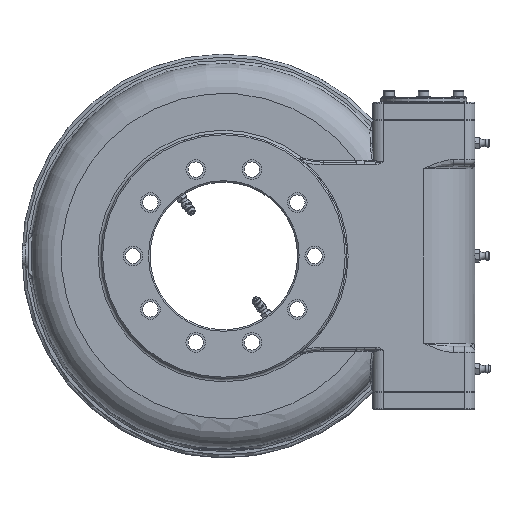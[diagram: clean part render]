
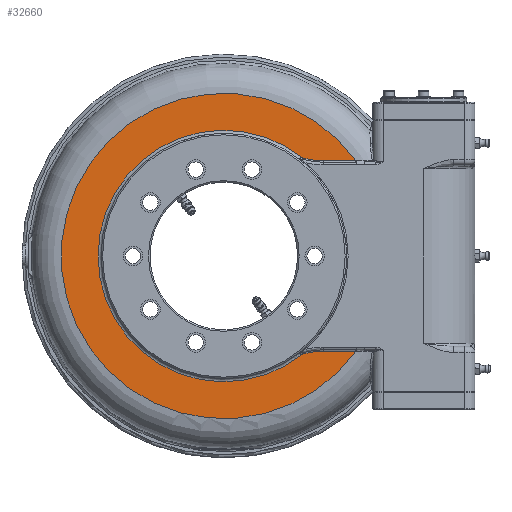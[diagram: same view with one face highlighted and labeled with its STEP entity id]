
A CAD part, left-side view. The second image highlights one B-rep face of the part: STEP entity #32660.
In plain terms, the highlighted planar face has unit normal (-1, 0, 0).
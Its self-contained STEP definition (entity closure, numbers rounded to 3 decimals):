
#1201 = DIRECTION ( 'NONE',  ( -1., 0., 0. ) ) ;
#1427 = DIRECTION ( 'NONE',  ( 1., 0., 0. ) ) ;
#3407 = VERTEX_POINT ( 'NONE', #8692 ) ;
#3577 = EDGE_CURVE ( 'NONE', #23518, #32942, #22610, .T. ) ;
#4173 = AXIS2_PLACEMENT_3D ( 'NONE', #5959, #23989, #8565 ) ;
#4382 = EDGE_LOOP ( 'NONE', ( #22308, #13713, #21697, #30007, #10993, #22283 ) ) ;
#4801 = CARTESIAN_POINT ( 'NONE',  ( -32.5, -87.605, -63.162 ) ) ;
#5636 = VERTEX_POINT ( 'NONE', #12462 ) ;
#5689 = AXIS2_PLACEMENT_3D ( 'NONE', #6576, #24572, #9187 ) ;
#5959 = CARTESIAN_POINT ( 'NONE',  ( -32.5, -66.136, -112.5 ) ) ;
#6289 = CIRCLE ( 'NONE', #4173, 49.338 ) ;
#6576 = CARTESIAN_POINT ( 'NONE',  ( -32.5, 0., 0. ) ) ;
#6907 = VERTEX_POINT ( 'NONE', #11053 ) ;
#7964 = DIRECTION ( 'NONE',  ( -1., 0., 0. ) ) ;
#8565 = DIRECTION ( 'NONE',  ( 0., 0., -1. ) ) ;
#8692 = CARTESIAN_POINT ( 'NONE',  ( -32.5, -52.203, -65.17 ) ) ;
#8919 = VECTOR ( 'NONE', #24654, 1000. ) ;
#9187 = DIRECTION ( 'NONE',  ( 0., 0., -1. ) ) ;
#10993 = ORIENTED_EDGE ( 'NONE', *, *, #26355, .T. ) ;
#11053 = CARTESIAN_POINT ( 'NONE',  ( -32.5, -66.136, 63.162 ) ) ;
#11400 = CIRCLE ( 'NONE', #14536, 49.338 ) ;
#12462 = CARTESIAN_POINT ( 'NONE',  ( -32.5, -52.203, 65.17 ) ) ;
#12506 = DIRECTION ( 'NONE',  ( 0., -1., 0. ) ) ;
#13713 = ORIENTED_EDGE ( 'NONE', *, *, #3577, .T. ) ;
#13815 = VERTEX_POINT ( 'NONE', #18817 ) ;
#14536 = AXIS2_PLACEMENT_3D ( 'NONE', #16618, #1201, #19227 ) ;
#15399 = EDGE_CURVE ( 'NONE', #13815, #23518, #31323, .T. ) ;
#16600 = LINE ( 'NONE', #27950, #22666 ) ;
#16618 = CARTESIAN_POINT ( 'NONE',  ( -32.5, -66.136, 112.5 ) ) ;
#16852 = CARTESIAN_POINT ( 'NONE',  ( -32.5, 81.5, 0. ) ) ;
#18817 = CARTESIAN_POINT ( 'NONE',  ( -32.5, -87.605, 63.162 ) ) ;
#19227 = DIRECTION ( 'NONE',  ( 0., 0., -1. ) ) ;
#19454 = DIRECTION ( 'NONE',  ( 0., 0., -1. ) ) ;
#19537 = AXIS2_PLACEMENT_3D ( 'NONE', #16852, #1427, #19454 ) ;
#21470 = EDGE_CURVE ( 'NONE', #6907, #13815, #16600, .T. ) ;
#21697 = ORIENTED_EDGE ( 'NONE', *, *, #32147, .T. ) ;
#22085 = CARTESIAN_POINT ( 'NONE',  ( -32.5, 81.5, -63.162 ) ) ;
#22283 = ORIENTED_EDGE ( 'NONE', *, *, #21470, .T. ) ;
#22308 = ORIENTED_EDGE ( 'NONE', *, *, #15399, .T. ) ;
#22610 = LINE ( 'NONE', #22085, #8919 ) ;
#22666 = VECTOR ( 'NONE', #12506, 1000. ) ;
#22744 = FACE_OUTER_BOUND ( 'NONE', #4382, .T. ) ;
#23278 = CIRCLE ( 'NONE', #5689, 83.5 ) ;
#23371 = CARTESIAN_POINT ( 'NONE',  ( -32.5, 0., 0. ) ) ;
#23518 = VERTEX_POINT ( 'NONE', #4801 ) ;
#23989 = DIRECTION ( 'NONE',  ( -1., 0., 0. ) ) ;
#24572 = DIRECTION ( 'NONE',  ( 1., 0., 0. ) ) ;
#24654 = DIRECTION ( 'NONE',  ( 0., 1., 0. ) ) ;
#25953 = DIRECTION ( 'NONE',  ( 0., 0., 1. ) ) ;
#26355 = EDGE_CURVE ( 'NONE', #5636, #6907, #11400, .T. ) ;
#26960 = PLANE ( 'NONE',  #19537 ) ;
#27006 = EDGE_CURVE ( 'NONE', #3407, #5636, #23278, .T. ) ;
#27297 = CARTESIAN_POINT ( 'NONE',  ( -32.5, -66.136, -63.162 ) ) ;
#27950 = CARTESIAN_POINT ( 'NONE',  ( -32.5, 81.5, 63.162 ) ) ;
#28340 = AXIS2_PLACEMENT_3D ( 'NONE', #23371, #7964, #25953 ) ;
#30007 = ORIENTED_EDGE ( 'NONE', *, *, #27006, .T. ) ;
#31323 = CIRCLE ( 'NONE', #28340, 108. ) ;
#32147 = EDGE_CURVE ( 'NONE', #32942, #3407, #6289, .T. ) ;
#32660 = ADVANCED_FACE ( 'NONE', ( #22744 ), #26960, .F. ) ;
#32942 = VERTEX_POINT ( 'NONE', #27297 ) ;
